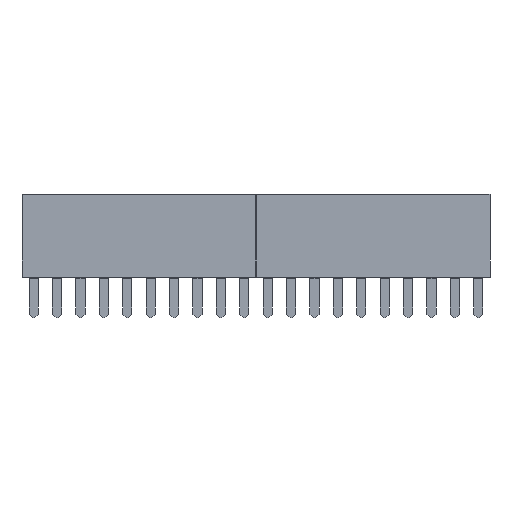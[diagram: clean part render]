
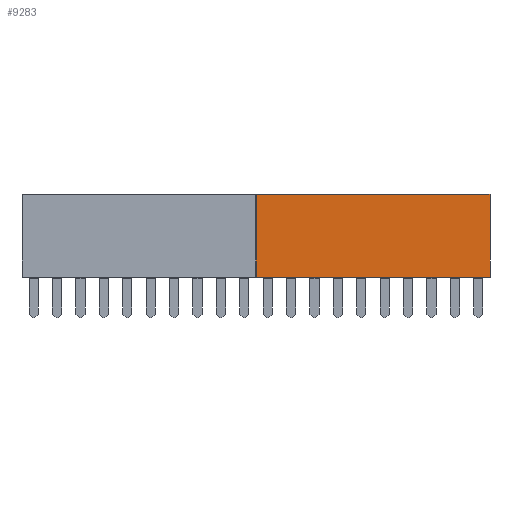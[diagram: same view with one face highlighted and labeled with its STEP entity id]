
A CAD part, left-side view. The second image highlights one B-rep face of the part: STEP entity #9283.
In plain terms, the highlighted face is planar.
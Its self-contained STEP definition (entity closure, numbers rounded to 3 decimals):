
#493=FACE_OUTER_BOUND('',#971,.T.);
#971=EDGE_LOOP('',(#6333,#6334,#6335,#6336));
#1488=LINE('',#12914,#2750);
#1496=LINE('',#12931,#2758);
#1614=LINE('',#13155,#2876);
#1615=LINE('',#13156,#2877);
#2750=VECTOR('',#10410,10.);
#2758=VECTOR('',#10420,10.);
#2876=VECTOR('',#10548,1000.);
#2877=VECTOR('',#10549,10.);
#4012=VERTEX_POINT('',#12911);
#4013=VERTEX_POINT('',#12913);
#4020=VERTEX_POINT('',#12928);
#4021=VERTEX_POINT('',#12930);
#4862=EDGE_CURVE('',#4012,#4013,#1488,.T.);
#4870=EDGE_CURVE('',#4020,#4021,#1496,.T.);
#4988=EDGE_CURVE('',#4012,#4021,#1614,.T.);
#4989=EDGE_CURVE('',#4013,#4020,#1615,.T.);
#6333=ORIENTED_EDGE('',*,*,#4988,.T.);
#6334=ORIENTED_EDGE('',*,*,#4870,.F.);
#6335=ORIENTED_EDGE('',*,*,#4989,.F.);
#6336=ORIENTED_EDGE('',*,*,#4862,.F.);
#8835=PLANE('',#9788);
#9283=ADVANCED_FACE('',(#493),#8835,.T.);
#9788=AXIS2_PLACEMENT_3D('',#13154,#10546,#10547);
#10410=DIRECTION('',(0.,0.,-1.));
#10420=DIRECTION('',(0.,0.,1.));
#10546=DIRECTION('center_axis',(0.,1.,0.));
#10547=DIRECTION('ref_axis',(0.,0.,1.));
#10548=DIRECTION('',(1.,0.,0.));
#10549=DIRECTION('',(1.,0.,0.));
#12911=CARTESIAN_POINT('',(-6.35,1.5,2.25));
#12913=CARTESIAN_POINT('',(-6.35,1.5,-2.25));
#12914=CARTESIAN_POINT('',(-6.35,1.5,-1.125));
#12928=CARTESIAN_POINT('',(6.35,1.5,-2.25));
#12930=CARTESIAN_POINT('',(6.35,1.5,2.25));
#12931=CARTESIAN_POINT('',(6.35,1.5,1.125));
#13154=CARTESIAN_POINT('Origin',(0.,1.5,0.));
#13155=CARTESIAN_POINT('',(-6.55,1.5,2.25));
#13156=CARTESIAN_POINT('',(6.25,1.5,-2.25));
